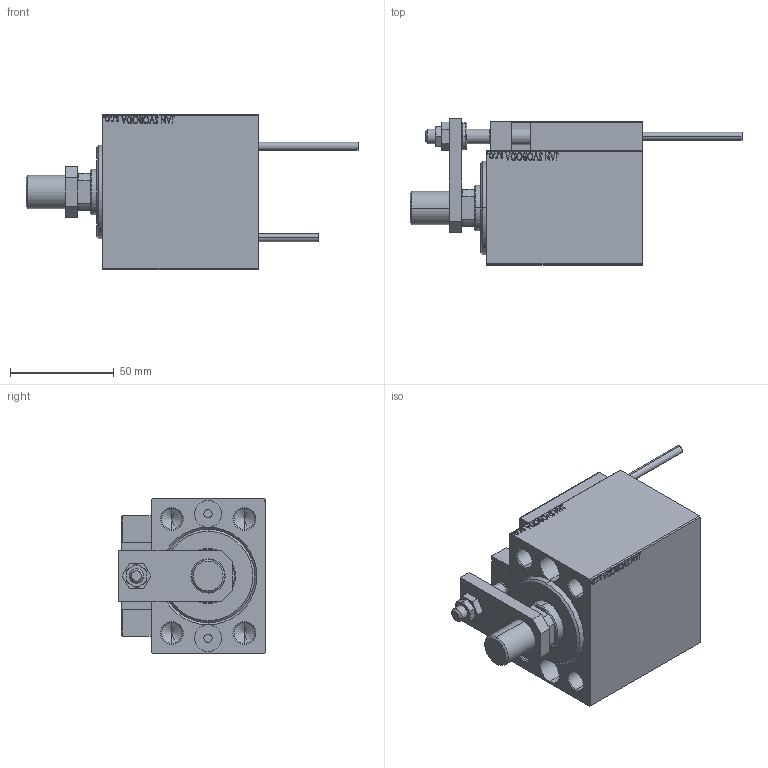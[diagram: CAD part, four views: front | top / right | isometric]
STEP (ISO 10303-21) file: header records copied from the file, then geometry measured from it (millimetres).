
FILE_DESCRIPTION (( 'STEP AP203' ), '1' );
FILE_NAME ('529c.STEP', '2024-02-12T01:02:59', ( '' ), ( '' ), 'SwSTEP 2.0', 'SolidWorks 2019', '' );
FILE_SCHEMA (( 'CONFIG_CONTROL_DESIGN' ));
Length unit declared in the file: millimetre
Products named in the file (17): MAGNET 348b133b2643392b0690c1b02dd17550; SWITCH X 348b133b2643392b0690c1b02dd17550; SWITCH_X_FRONT_BACK 348b133b2643392b0690c1b02dd17550; SWITCH DIM B,W 348b133b2643392b0690c1b02dd17550; V450CM_MALE_METRIC 348b133b2643392b0690c1b02dd17550; NUT_D12 348b133b2643392b0690c1b02dd17550; Block 348b133b2643392b0690c1b02dd17550; 529c; V450CM_B_Body 348b133b2643392b0690c1b02dd17550; KONCOVKA 348b133b2643392b0690c1b02dd17550; TYC_L79 348b133b2643392b0690c1b02dd17550; ZARAZKA 348b133b2643392b0690c1b02dd17550; ALLEN BOLT D5 348b133b2643392b0690c1b02dd17550; V450CM_VC_B 348b133b2643392b0690c1b02dd17550; V450CM_B_VCP 348b133b2643392b0690c1b02dd17550; NUT_D10 348b133b2643392b0690c1b02dd17550; ALLEN BOLT D8 348b133b2643392b0690c1b02dd17550
Assembly tree (26 placements, depth 3):
  529c
    V450CM_B_Body 348b133b2643392b0690c1b02dd17550
    V450CM_B_VCP 348b133b2643392b0690c1b02dd17550
    SWITCH X 348b133b2643392b0690c1b02dd17550
      SWITCH_X_FRONT_BACK 348b133b2643392b0690c1b02dd17550  x2
      TYC_L79 348b133b2643392b0690c1b02dd17550
      Block 348b133b2643392b0690c1b02dd17550  x2
      ALLEN BOLT D5 348b133b2643392b0690c1b02dd17550  x4
      ALLEN BOLT D8 348b133b2643392b0690c1b02dd17550  x4
      MAGNET 348b133b2643392b0690c1b02dd17550  x2
      KONCOVKA 348b133b2643392b0690c1b02dd17550  x2
    NUT_D10 348b133b2643392b0690c1b02dd17550
    NUT_D12 348b133b2643392b0690c1b02dd17550
    SWITCH DIM B,W 348b133b2643392b0690c1b02dd17550
    ZARAZKA 348b133b2643392b0690c1b02dd17550
    V450CM_VC_B 348b133b2643392b0690c1b02dd17550
    V450CM_MALE_METRIC 348b133b2643392b0690c1b02dd17550
Bounding box: 160 x 70.5 x 75 mm (x, y, z)
Volume: 341936.2 mm3; surface area: 81566.3 mm2
Topology: 25 solids, 25 shells, 1327 faces, 3164 edges, 2002 vertices
Faces by surface type: plane 564, bspline 380, cylinder 184, cone 149, torus 46, sphere 4
Entity records: 51482 total; most frequent: CARTESIAN_POINT 26164, ORIENTED_EDGE 5316, DIRECTION 3651, EDGE_CURVE 2658, VERTEX_POINT 1726, LINE 1529, VECTOR 1529, EDGE_LOOP 1230
